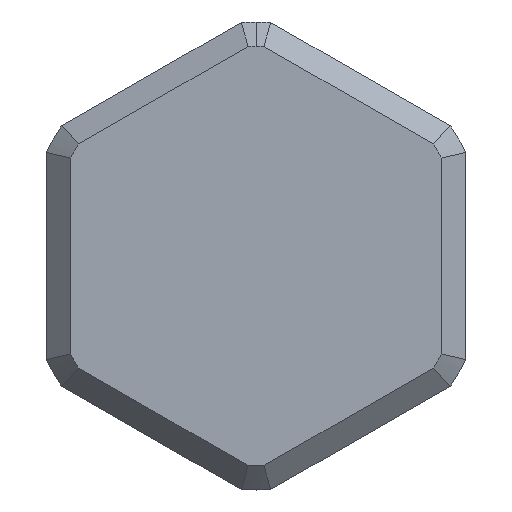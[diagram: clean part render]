
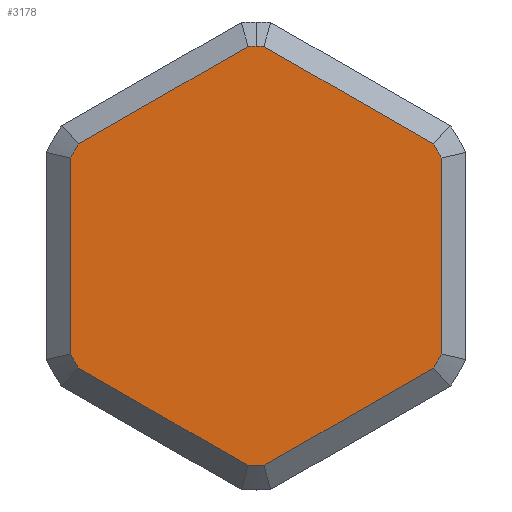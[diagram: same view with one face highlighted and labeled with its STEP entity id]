
A CAD part, front view. The second image highlights one B-rep face of the part: STEP entity #3178.
In plain terms, the highlighted planar face has unit normal (0, -1, 0).
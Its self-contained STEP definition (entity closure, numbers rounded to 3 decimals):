
#3 = VECTOR ( 'NONE', #1426, 1000. ) ;
#181 = CARTESIAN_POINT ( 'NONE',  ( -10.991, 0., -6.942 ) ) ;
#182 = CARTESIAN_POINT ( 'NONE',  ( 0.483, 0., -12.991 ) ) ;
#183 = CARTESIAN_POINT ( 'NONE',  ( 11.5, 0., -6.062 ) ) ;
#184 = CARTESIAN_POINT ( 'NONE',  ( 10.991, 0., -6.942 ) ) ;
#185 = CARTESIAN_POINT ( 'NONE',  ( 11.5, 0., 6.062 ) ) ;
#186 = CARTESIAN_POINT ( 'NONE',  ( 0.483, 0., 12.991 ) ) ;
#187 = CARTESIAN_POINT ( 'NONE',  ( 10.991, 0., 6.942 ) ) ;
#188 = CARTESIAN_POINT ( 'NONE',  ( -10.991, 0., 6.942 ) ) ;
#189 = CARTESIAN_POINT ( 'NONE',  ( -11.5, 0., -6.062 ) ) ;
#190 = CARTESIAN_POINT ( 'NONE',  ( -11.5, 0., 6.062 ) ) ;
#209 = CARTESIAN_POINT ( 'NONE',  ( 0., 0., 13. ) ) ;
#210 = CARTESIAN_POINT ( 'NONE',  ( -0.483, 0., 12.991 ) ) ;
#624 = CARTESIAN_POINT ( 'NONE',  ( 0., 0., 0. ) ) ;
#625 = DIRECTION ( 'NONE',  ( 0., -1., 0. ) ) ;
#626 = DIRECTION ( 'NONE',  ( 0., 0., -1. ) ) ;
#689 = CARTESIAN_POINT ( 'NONE',  ( 0., 0., 0. ) ) ;
#690 = DIRECTION ( 'NONE',  ( 0., -1., 0. ) ) ;
#691 = DIRECTION ( 'NONE',  ( 0., 0., -1. ) ) ;
#702 = PLANE ( 'NONE',  #2820 ) ;
#703 = CARTESIAN_POINT ( 'NONE',  ( 13., 0., -7.517 ) ) ;
#704 = DIRECTION ( 'NONE',  ( 0., -1., 0. ) ) ;
#705 = DIRECTION ( 'NONE',  ( 0., 0., -1. ) ) ;
#713 = CARTESIAN_POINT ( 'NONE',  ( 0., 0., 0. ) ) ;
#714 = DIRECTION ( 'NONE',  ( 0., -1., 0. ) ) ;
#715 = DIRECTION ( 'NONE',  ( 0., 0., -1. ) ) ;
#730 = CARTESIAN_POINT ( 'NONE',  ( 0., 0., 0. ) ) ;
#731 = DIRECTION ( 'NONE',  ( 0., -1., 0. ) ) ;
#732 = DIRECTION ( 'NONE',  ( 0., 0., -1. ) ) ;
#758 = LINE ( 'NONE', #1425, #3 ) ;
#961 = VERTEX_POINT ( 'NONE', #1424 ) ;
#962 = VERTEX_POINT ( 'NONE', #181 ) ;
#963 = VERTEX_POINT ( 'NONE', #182 ) ;
#964 = VERTEX_POINT ( 'NONE', #183 ) ;
#965 = VERTEX_POINT ( 'NONE', #184 ) ;
#966 = VERTEX_POINT ( 'NONE', #185 ) ;
#967 = VERTEX_POINT ( 'NONE', #186 ) ;
#968 = VERTEX_POINT ( 'NONE', #187 ) ;
#969 = VERTEX_POINT ( 'NONE', #188 ) ;
#970 = VERTEX_POINT ( 'NONE', #189 ) ;
#971 = VERTEX_POINT ( 'NONE', #190 ) ;
#990 = VERTEX_POINT ( 'NONE', #209 ) ;
#991 = VERTEX_POINT ( 'NONE', #210 ) ;
#1024 = ORIENTED_EDGE ( 'NONE', *, *, #3152, .T. ) ;
#1025 = ORIENTED_EDGE ( 'NONE', *, *, #3182, .T. ) ;
#1026 = ORIENTED_EDGE ( 'NONE', *, *, #3377, .T. ) ;
#1027 = ORIENTED_EDGE ( 'NONE', *, *, #3385, .T. ) ;
#1028 = ORIENTED_EDGE ( 'NONE', *, *, #3366, .T. ) ;
#1029 = ORIENTED_EDGE ( 'NONE', *, *, #3340, .T. ) ;
#1150 = ORIENTED_EDGE ( 'NONE', *, *, #3217, .T. ) ;
#1151 = ORIENTED_EDGE ( 'NONE', *, *, #3189, .T. ) ;
#1156 = ORIENTED_EDGE ( 'NONE', *, *, #3201, .T. ) ;
#1159 = ORIENTED_EDGE ( 'NONE', *, *, #3208, .T. ) ;
#1167 = ORIENTED_EDGE ( 'NONE', *, *, #3322, .T. ) ;
#1171 = ORIENTED_EDGE ( 'NONE', *, *, #3174, .T. ) ;
#1187 = ORIENTED_EDGE ( 'NONE', *, *, #3211, .T. ) ;
#1243 = EDGE_LOOP ( 'NONE', ( #1150, #1171, #1156, #1187, #1159, #1151, #1167, #1027, #1024, #1028, #1025, #1026, #1029 ) ) ;
#1424 = CARTESIAN_POINT ( 'NONE',  ( -0.483, 0., -12.991 ) ) ;
#1425 = CARTESIAN_POINT ( 'NONE',  ( 11.303, 0., -6.763 ) ) ;
#1426 = DIRECTION ( 'NONE',  ( 0.867, 0., 0.499 ) ) ;
#1447 = LINE ( 'NONE', #1448, #3602 ) ;
#1448 = CARTESIAN_POINT ( 'NONE',  ( 11.5, 0., 6.423 ) ) ;
#1449 = DIRECTION ( 'NONE',  ( 0., 0., 1. ) ) ;
#1450 = CARTESIAN_POINT ( 'NONE',  ( 0., 0., 0. ) ) ;
#1457 = DIRECTION ( 'NONE',  ( 0., -1., 0. ) ) ;
#1458 = DIRECTION ( 'NONE',  ( 0., 0., -1. ) ) ;
#1475 = LINE ( 'NONE', #1476, #3592 ) ;
#1476 = CARTESIAN_POINT ( 'NONE',  ( -0.171, 0., -13.171 ) ) ;
#1477 = DIRECTION ( 'NONE',  ( 0.867, 0., -0.499 ) ) ;
#1650 = LINE ( 'NONE', #1651, #2981 ) ;
#1651 = CARTESIAN_POINT ( 'NONE',  ( 0.171, 0., 13.171 ) ) ;
#1652 = DIRECTION ( 'NONE',  ( -0.867, 0., 0.499 ) ) ;
#1690 = CARTESIAN_POINT ( 'NONE',  ( 0., 0., 0. ) ) ;
#1691 = DIRECTION ( 'NONE',  ( 0., -1., 0. ) ) ;
#1692 = DIRECTION ( 'NONE',  ( 0., 0., -1. ) ) ;
#1716 = LINE ( 'NONE', #1717, #2997 ) ;
#1717 = CARTESIAN_POINT ( 'NONE',  ( -11.303, 0., 6.763 ) ) ;
#1718 = DIRECTION ( 'NONE',  ( -0.867, 0., -0.499 ) ) ;
#1781 = CARTESIAN_POINT ( 'NONE',  ( 0., 0., 0. ) ) ;
#1785 = LINE ( 'NONE', #1786, #2907 ) ;
#1786 = CARTESIAN_POINT ( 'NONE',  ( -11.5, 0., -6.423 ) ) ;
#1787 = DIRECTION ( 'NONE',  ( 0., 0., -1. ) ) ;
#1806 = DIRECTION ( 'NONE',  ( 0., -1., 0. ) ) ;
#1807 = DIRECTION ( 'NONE',  ( 0., 0., -1. ) ) ;
#2787 = AXIS2_PLACEMENT_3D ( 'NONE', #730, #731, #732 ) ;
#2820 = AXIS2_PLACEMENT_3D ( 'NONE', #703, #704, #705 ) ;
#2821 = FACE_OUTER_BOUND ( 'NONE', #1243, .T. ) ;
#2827 = AXIS2_PLACEMENT_3D ( 'NONE', #713, #714, #715 ) ;
#2828 = AXIS2_PLACEMENT_3D ( 'NONE', #689, #690, #691 ) ;
#2899 = AXIS2_PLACEMENT_3D ( 'NONE', #1781, #1806, #1807 ) ;
#2907 = VECTOR ( 'NONE', #1787, 1000. ) ;
#2975 = AXIS2_PLACEMENT_3D ( 'NONE', #1690, #1691, #1692 ) ;
#2981 = VECTOR ( 'NONE', #1652, 1000. ) ;
#2997 = VECTOR ( 'NONE', #1718, 1000. ) ;
#3055 = AXIS2_PLACEMENT_3D ( 'NONE', #624, #625, #626 ) ;
#3152 = EDGE_CURVE ( 'NONE', #990, #991, #3163, .T. ) ;
#3163 = CIRCLE ( 'NONE', #3055, 13. ) ;
#3174 = EDGE_CURVE ( 'NONE', #961, #963, #3195, .T. ) ;
#3178 = ADVANCED_FACE ( 'NONE', ( #2821 ), #702, .T. ) ;
#3182 = EDGE_CURVE ( 'NONE', #969, #971, #3197, .T. ) ;
#3189 = EDGE_CURVE ( 'NONE', #966, #968, #3198, .T. ) ;
#3195 = CIRCLE ( 'NONE', #2828, 13. ) ;
#3197 = CIRCLE ( 'NONE', #2827, 13. ) ;
#3198 = CIRCLE ( 'NONE', #2787, 13. ) ;
#3201 = EDGE_CURVE ( 'NONE', #963, #965, #758, .T. ) ;
#3208 = EDGE_CURVE ( 'NONE', #964, #966, #1447, .T. ) ;
#3211 = EDGE_CURVE ( 'NONE', #965, #964, #3310, .T. ) ;
#3217 = EDGE_CURVE ( 'NONE', #962, #961, #1475, .T. ) ;
#3310 = CIRCLE ( 'NONE', #3598, 13. ) ;
#3322 = EDGE_CURVE ( 'NONE', #968, #967, #1650, .T. ) ;
#3330 = CIRCLE ( 'NONE', #2899, 13. ) ;
#3332 = CIRCLE ( 'NONE', #2975, 13. ) ;
#3340 = EDGE_CURVE ( 'NONE', #970, #962, #3332, .T. ) ;
#3366 = EDGE_CURVE ( 'NONE', #991, #969, #1716, .T. ) ;
#3377 = EDGE_CURVE ( 'NONE', #971, #970, #1785, .T. ) ;
#3385 = EDGE_CURVE ( 'NONE', #967, #990, #3330, .T. ) ;
#3592 = VECTOR ( 'NONE', #1477, 1000. ) ;
#3598 = AXIS2_PLACEMENT_3D ( 'NONE', #1450, #1457, #1458 ) ;
#3602 = VECTOR ( 'NONE', #1449, 1000. ) ;
